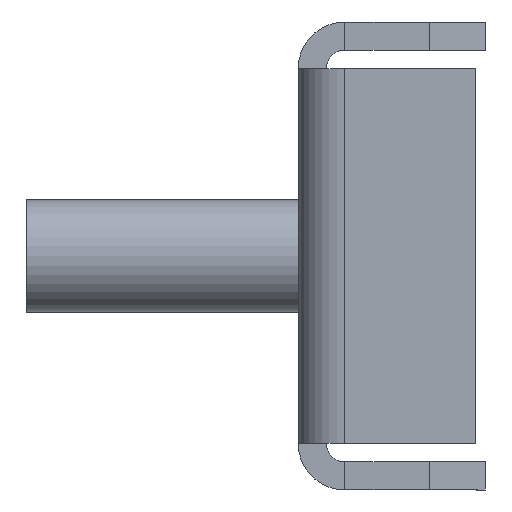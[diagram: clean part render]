
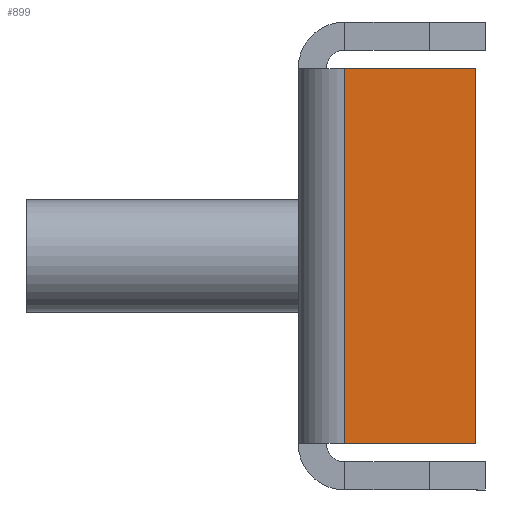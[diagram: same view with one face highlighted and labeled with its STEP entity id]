
A CAD part, left-side view. The second image highlights one B-rep face of the part: STEP entity #899.
In plain terms, the highlighted planar face has unit normal (-1, 0, 0).
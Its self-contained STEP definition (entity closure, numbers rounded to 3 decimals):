
#12 = FACE_OUTER_BOUND ( 'NONE', #564, .T. ) ;
#161 = DIRECTION ( 'NONE',  ( 0., 1., 0. ) ) ;
#308 = EDGE_CURVE ( 'NONE', #893, #871, #1439, .T. ) ;
#311 = DIRECTION ( 'NONE',  ( 0., 1., 0. ) ) ;
#456 = LINE ( 'NONE', #1683, #2103 ) ;
#490 = ORIENTED_EDGE ( 'NONE', *, *, #1066, .F. ) ;
#529 = DIRECTION ( 'NONE',  ( 0., 0., 1. ) ) ;
#536 = CARTESIAN_POINT ( 'NONE',  ( -1.5, 0., 10. ) ) ;
#564 = EDGE_LOOP ( 'NONE', ( #1712, #490, #1351, #1541 ) ) ;
#871 = VERTEX_POINT ( 'NONE', #1330 ) ;
#893 = VERTEX_POINT ( 'NONE', #536 ) ;
#899 = ADVANCED_FACE ( 'NONE', ( #12 ), #1048, .T. ) ;
#963 = CARTESIAN_POINT ( 'NONE',  ( -1.5, 7., -10. ) ) ;
#966 = DIRECTION ( 'NONE',  ( 0., 0., -1. ) ) ;
#1048 = PLANE ( 'NONE',  #2016 ) ;
#1066 = EDGE_CURVE ( 'NONE', #893, #1720, #1808, .T. ) ;
#1085 = CARTESIAN_POINT ( 'NONE',  ( -1.5, 0., 10. ) ) ;
#1191 = EDGE_CURVE ( 'NONE', #871, #1520, #456, .T. ) ;
#1193 = CARTESIAN_POINT ( 'NONE',  ( -1.5, 0., 10. ) ) ;
#1232 = DIRECTION ( 'NONE',  ( -1., 0., 0. ) ) ;
#1293 = EDGE_CURVE ( 'NONE', #1720, #1520, #1704, .T. ) ;
#1315 = CARTESIAN_POINT ( 'NONE',  ( -1.5, 0., 10. ) ) ;
#1330 = CARTESIAN_POINT ( 'NONE',  ( -1.5, 7., 10. ) ) ;
#1351 = ORIENTED_EDGE ( 'NONE', *, *, #308, .T. ) ;
#1439 = LINE ( 'NONE', #1193, #2089 ) ;
#1483 = VECTOR ( 'NONE', #161, 1000. ) ;
#1520 = VERTEX_POINT ( 'NONE', #963 ) ;
#1541 = ORIENTED_EDGE ( 'NONE', *, *, #1191, .T. ) ;
#1683 = CARTESIAN_POINT ( 'NONE',  ( -1.5, 7., 10. ) ) ;
#1704 = LINE ( 'NONE', #1877, #1483 ) ;
#1712 = ORIENTED_EDGE ( 'NONE', *, *, #1293, .F. ) ;
#1720 = VERTEX_POINT ( 'NONE', #2064 ) ;
#1808 = LINE ( 'NONE', #1315, #2038 ) ;
#1820 = DIRECTION ( 'NONE',  ( 0., 0., -1. ) ) ;
#1877 = CARTESIAN_POINT ( 'NONE',  ( -1.5, 0., -10. ) ) ;
#2016 = AXIS2_PLACEMENT_3D ( 'NONE', #1085, #1232, #529 ) ;
#2038 = VECTOR ( 'NONE', #966, 1000. ) ;
#2064 = CARTESIAN_POINT ( 'NONE',  ( -1.5, 0., -10. ) ) ;
#2089 = VECTOR ( 'NONE', #311, 1000. ) ;
#2103 = VECTOR ( 'NONE', #1820, 1000. ) ;
